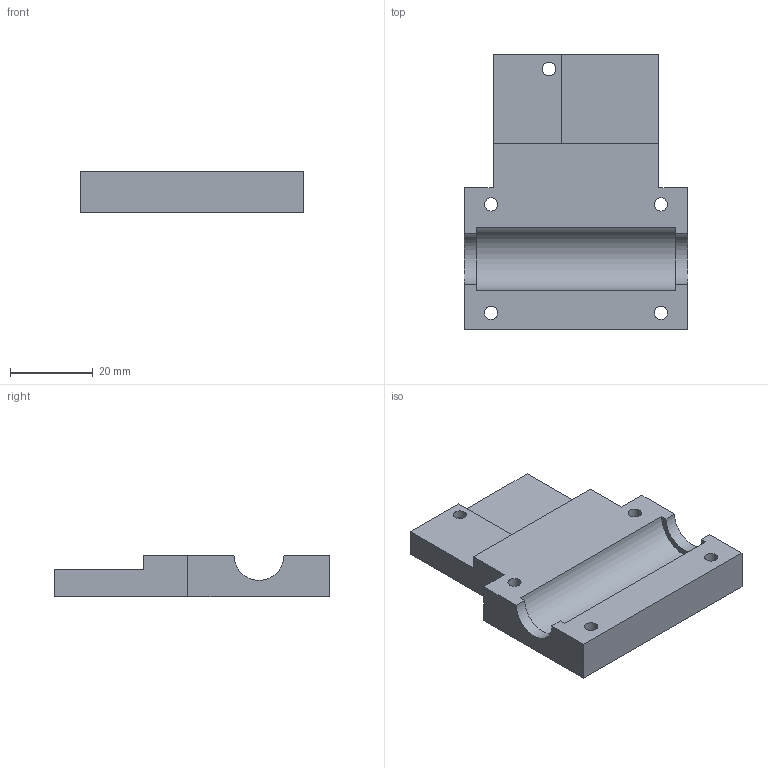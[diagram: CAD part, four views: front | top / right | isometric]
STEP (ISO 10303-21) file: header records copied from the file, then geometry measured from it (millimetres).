
FILE_DESCRIPTION(/* description */ (''),/* implementation_level */ '2;1');
FILE_NAME(/* name */ 'Y_Drive_Plate.step',/* time_stamp */ '2019-09-02T08:19:16-04:00',/* author */ (''),/* organization */ (''),/* preprocessor_version */ 'ST-DEVELOPER v18',/* originating_system */ 'Autodesk Translation Framework v8.6.0.1094',/* authorisation */ '');
FILE_SCHEMA (('AUTOMOTIVE_DESIGN { 1 0 10303 214 3 1 1 }'));
Length unit declared in the file: millimetre
Products named in the file (1): Y_Drive_Plate
Bounding box: 54 x 66.34 x 10 mm (x, y, z)
Volume: 21410.9 mm3; surface area: 9684.1 mm2
Topology: 1 solids, 1 shells, 104 faces, 268 edges, 170 vertices
Faces by surface type: plane 84, cylinder 20
Full cylindrical faces by diameter (mm): 1.85 x4, 3 x1, 3.2 x5, 5.9 x1, 6.1 x4
Entity records: 3212 total; most frequent: DIRECTION 554, CARTESIAN_POINT 544, ORIENTED_EDGE 538, EDGE_CURVE 269, LINE 194, VECTOR 194, AXIS2_PLACEMENT_3D 180, VERTEX_POINT 170
